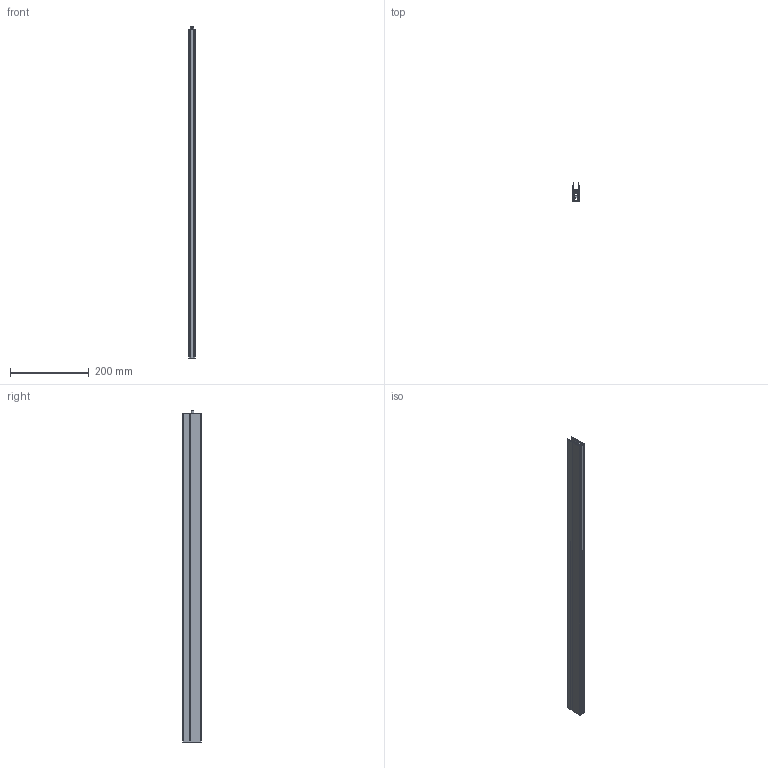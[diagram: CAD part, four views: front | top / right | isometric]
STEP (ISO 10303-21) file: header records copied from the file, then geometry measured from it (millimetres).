
FILE_DESCRIPTION (( 'STEP AP203' ), '1' );
FILE_NAME ('KG F12s 834.STEP', '2025-03-07T15:43:48', ( '' ), ( '' ), 'SwSTEP 2.0', 'SolidWorks 2023', '' );
FILE_SCHEMA (( 'CONFIG_CONTROL_DESIGN' ));
Length unit declared in the file: millimetre
Products named in the file (5): Aussengehäuse_13; KG F12s 834; Schutzprofil KG_F12_1084; Innengeometrie_13; Betätigungsteil_1
Assembly tree (4 placements, depth 2):
  KG F12s 834
    Betätigungsteil_1
    Aussengehäuse_13
    Innengeometrie_13
    Schutzprofil KG_F12_1084
Bounding box: 16.5 x 46 x 841.61 mm (x, y, z)
Volume: 269809.5 mm3; surface area: 406377.3 mm2
Topology: 19 solids, 19 shells, 648 faces, 1824 edges, 1216 vertices
Faces by surface type: plane 313, bspline 283, cylinder 52
Entity records: 34597 total; most frequent: CARTESIAN_POINT 19086, ORIENTED_EDGE 3648, DIRECTION 2089, EDGE_CURVE 1824, VERTEX_POINT 1216, LINE 1151, VECTOR 1151, EDGE_LOOP 730
